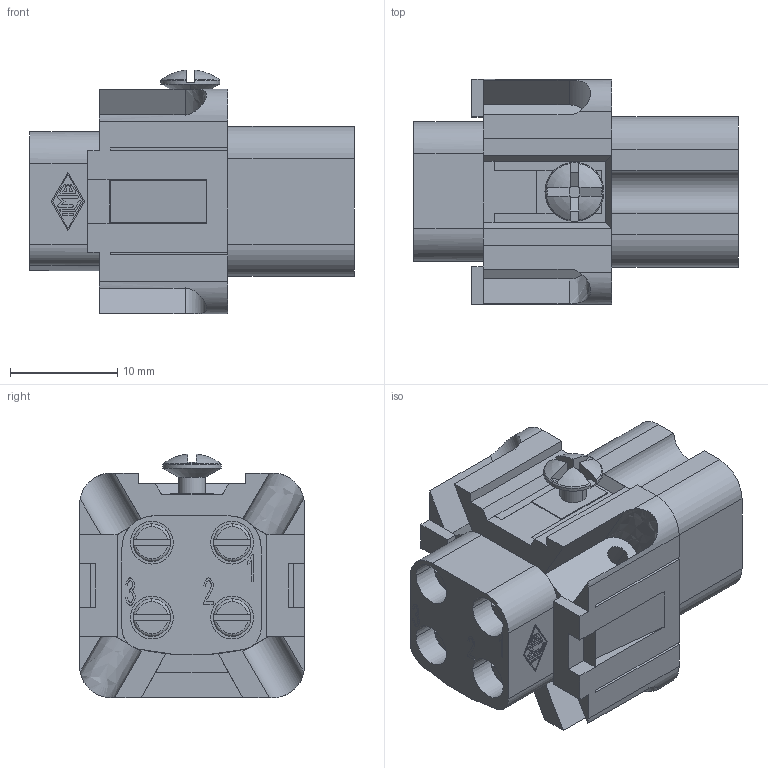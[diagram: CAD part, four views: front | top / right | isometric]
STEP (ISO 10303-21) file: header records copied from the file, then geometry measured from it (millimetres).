
FILE_DESCRIPTION((''),'2;1');
FILE_NAME('CKF 03 N.stp','2006-12-07T16:04:04',('gembarski'),(''),'Autodesk Inventor 7','Autodesk Inventor 7','');
FILE_SCHEMA(('AUTOMOTIVE_DESIGN { 1 0 10303 214 1 1 1 1 }'));
Length unit declared in the file: millimetre
Products named in the file (1): CKF 03 N
Bounding box: 30.31 x 21 x 22.76 mm (x, y, z)
Volume: 6761.8 mm3; surface area: 4822.9 mm2
Topology: 8 solids, 8 shells, 445 faces, 1173 edges, 768 vertices
Faces by surface type: plane 225, bspline 100, cylinder 90, torus 24, sphere 4, cone 2
Entity records: 14333 total; most frequent: CARTESIAN_POINT 3599, ORIENTED_EDGE 2346, DIRECTION 1997, EDGE_CURVE 1173, VERTEX_POINT 768, VECTOR 761, LINE 761, AXIS2_PLACEMENT_3D 618
